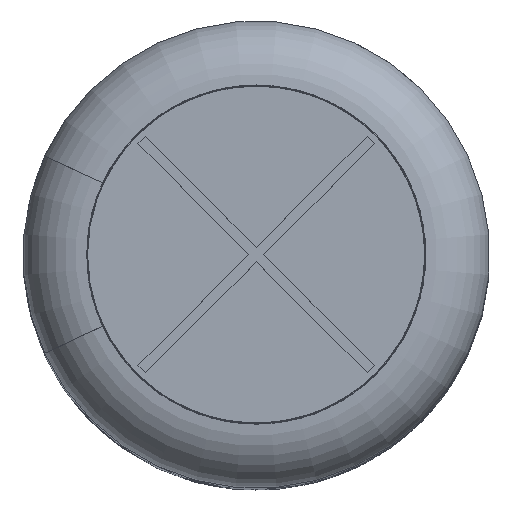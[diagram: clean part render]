
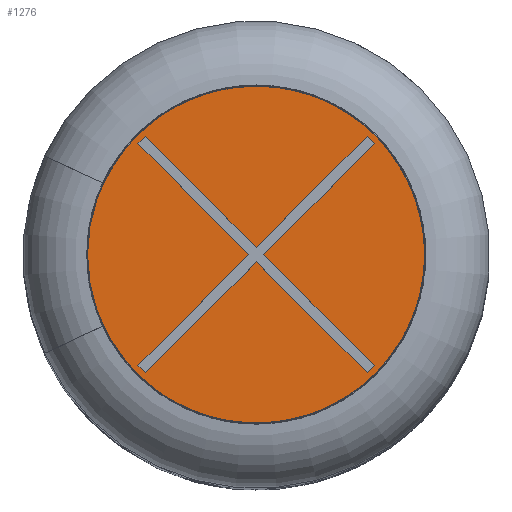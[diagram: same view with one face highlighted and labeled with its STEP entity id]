
A CAD part, top view. The second image highlights one B-rep face of the part: STEP entity #1276.
In plain terms, the highlighted planar face has unit normal (0, 0, 1).
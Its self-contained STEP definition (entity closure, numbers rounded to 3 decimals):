
#1276 = ADVANCED_FACE( '', ( #2755, #2756 ), #2757, .T. );
#2755 = FACE_OUTER_BOUND( '', #8933, .T. );
#2756 = FACE_BOUND( '', #8934, .T. );
#2757 = PLANE( '', #8935 );
#8933 = EDGE_LOOP( '', ( #13337 ) );
#8934 = EDGE_LOOP( '', ( #13338, #13339, #13340, #13341, #13342, #13343, #13344, #13345, #13346, #13347, #13348, #13349 ) );
#8935 = AXIS2_PLACEMENT_3D( '', #13350, #13351, #13352 );
#13337 = ORIENTED_EDGE( '', *, *, #15102, .F. );
#13338 = ORIENTED_EDGE( '', *, *, #15094, .T. );
#13339 = ORIENTED_EDGE( '', *, *, #15416, .T. );
#13340 = ORIENTED_EDGE( '', *, *, #16324, .T. );
#13341 = ORIENTED_EDGE( '', *, *, #16325, .T. );
#13342 = ORIENTED_EDGE( '', *, *, #16326, .T. );
#13343 = ORIENTED_EDGE( '', *, *, #16109, .T. );
#13344 = ORIENTED_EDGE( '', *, *, #15502, .T. );
#13345 = ORIENTED_EDGE( '', *, *, #16327, .T. );
#13346 = ORIENTED_EDGE( '', *, *, #15617, .T. );
#13347 = ORIENTED_EDGE( '', *, *, #15535, .T. );
#13348 = ORIENTED_EDGE( '', *, *, #16328, .T. );
#13349 = ORIENTED_EDGE( '', *, *, #16031, .T. );
#13350 = CARTESIAN_POINT( '', ( -3.632, 0., 29.78 ) );
#13351 = DIRECTION( '', ( 0., 0., 1. ) );
#13352 = DIRECTION( '', ( 1., 0., 0. ) );
#15094 = EDGE_CURVE( '', #17023, #17024, #17025, .T. );
#15102 = EDGE_CURVE( '', #17037, #17037, #17038, .T. );
#15416 = EDGE_CURVE( '', #17024, #17567, #17568, .T. );
#15502 = EDGE_CURVE( '', #17707, #17708, #17709, .T. );
#15535 = EDGE_CURVE( '', #17764, #17765, #17766, .T. );
#15617 = EDGE_CURVE( '', #17894, #17764, #17895, .T. );
#16031 = EDGE_CURVE( '', #18516, #17023, #18517, .T. );
#16109 = EDGE_CURVE( '', #18625, #17707, #18626, .T. );
#16324 = EDGE_CURVE( '', #17567, #18911, #18912, .T. );
#16325 = EDGE_CURVE( '', #18911, #18913, #18914, .T. );
#16326 = EDGE_CURVE( '', #18913, #18625, #18915, .T. );
#16327 = EDGE_CURVE( '', #17708, #17894, #18916, .T. );
#16328 = EDGE_CURVE( '', #17765, #18516, #18917, .T. );
#17023 = VERTEX_POINT( '', #20174 );
#17024 = VERTEX_POINT( '', #20175 );
#17025 = LINE( '', #20176, #20177 );
#17037 = VERTEX_POINT( '', #20192 );
#17038 = CIRCLE( '', #20193, 3.632 );
#17567 = VERTEX_POINT( '', #21332 );
#17568 = LINE( '', #21333, #21334 );
#17707 = VERTEX_POINT( '', #21733 );
#17708 = VERTEX_POINT( '', #21734 );
#17709 = LINE( '', #21735, #21736 );
#17764 = VERTEX_POINT( '', #21874 );
#17765 = VERTEX_POINT( '', #21875 );
#17766 = LINE( '', #21876, #21877 );
#17894 = VERTEX_POINT( '', #22236 );
#17895 = LINE( '', #22237, #22238 );
#18516 = VERTEX_POINT( '', #23697 );
#18517 = LINE( '', #23698, #23699 );
#18625 = VERTEX_POINT( '', #23878 );
#18626 = LINE( '', #23879, #23880 );
#18911 = VERTEX_POINT( '', #24562 );
#18912 = LINE( '', #24563, #24564 );
#18913 = VERTEX_POINT( '', #24565 );
#18914 = LINE( '', #24566, #24567 );
#18915 = LINE( '', #24568, #24569 );
#18916 = LINE( '', #24570, #24571 );
#18917 = LINE( '', #24572, #24573 );
#20174 = CARTESIAN_POINT( '', ( -2.533, 2.375, 29.78 ) );
#20175 = CARTESIAN_POINT( '', ( -2.375, 2.533, 29.78 ) );
#20176 = CARTESIAN_POINT( '', ( -2.375, 2.533, 29.78 ) );
#20177 = VECTOR( '', #25550, 1000. );
#20192 = CARTESIAN_POINT( '', ( -3.632, 0., 29.78 ) );
#20193 = AXIS2_PLACEMENT_3D( '', #25560, #25561, #25562 );
#21332 = CARTESIAN_POINT( '', ( 0., 0.157, 29.78 ) );
#21333 = CARTESIAN_POINT( '', ( 0., 0.157, 29.78 ) );
#21334 = VECTOR( '', #25909, 1000. );
#21733 = CARTESIAN_POINT( '', ( 2.533, -2.375, 29.78 ) );
#21734 = CARTESIAN_POINT( '', ( 2.375, -2.533, 29.78 ) );
#21735 = CARTESIAN_POINT( '', ( 2.533, -2.375, 29.78 ) );
#21736 = VECTOR( '', #25984, 1000. );
#21874 = CARTESIAN_POINT( '', ( -2.375, -2.533, 29.78 ) );
#21875 = CARTESIAN_POINT( '', ( -2.533, -2.375, 29.78 ) );
#21876 = CARTESIAN_POINT( '', ( -2.375, -2.533, 29.78 ) );
#21877 = VECTOR( '', #26023, 1000. );
#22236 = CARTESIAN_POINT( '', ( 0., -0.157, 29.78 ) );
#22237 = CARTESIAN_POINT( '', ( 0., -0.157, 29.78 ) );
#22238 = VECTOR( '', #26081, 1000. );
#23697 = CARTESIAN_POINT( '', ( -0.157, 0., 29.78 ) );
#23698 = CARTESIAN_POINT( '', ( -0.157, 0., 29.78 ) );
#23699 = VECTOR( '', #26430, 1000. );
#23878 = CARTESIAN_POINT( '', ( 0.157, 0., 29.78 ) );
#23879 = CARTESIAN_POINT( '', ( 0.157, 0., 29.78 ) );
#23880 = VECTOR( '', #26516, 1000. );
#24562 = CARTESIAN_POINT( '', ( 2.375, 2.533, 29.78 ) );
#24563 = CARTESIAN_POINT( '', ( 0., 0.157, 29.78 ) );
#24564 = VECTOR( '', #26688, 1000. );
#24565 = CARTESIAN_POINT( '', ( 2.533, 2.375, 29.78 ) );
#24566 = CARTESIAN_POINT( '', ( 2.533, 2.375, 29.78 ) );
#24567 = VECTOR( '', #26689, 1000. );
#24568 = CARTESIAN_POINT( '', ( 0.157, 0., 29.78 ) );
#24569 = VECTOR( '', #26690, 1000. );
#24570 = CARTESIAN_POINT( '', ( 0., -0.157, 29.78 ) );
#24571 = VECTOR( '', #26691, 1000. );
#24572 = CARTESIAN_POINT( '', ( -0.157, 0., 29.78 ) );
#24573 = VECTOR( '', #26692, 1000. );
#25550 = DIRECTION( '', ( 0.707, 0.707, 0. ) );
#25560 = CARTESIAN_POINT( '', ( 0., 0., 29.78 ) );
#25561 = DIRECTION( '', ( 0., 0., -1. ) );
#25562 = DIRECTION( '', ( -1., 0., 0. ) );
#25909 = DIRECTION( '', ( 0.707, -0.707, 0. ) );
#25984 = DIRECTION( '', ( -0.707, -0.707, 0. ) );
#26023 = DIRECTION( '', ( -0.707, 0.707, 0. ) );
#26081 = DIRECTION( '', ( -0.707, -0.707, 0. ) );
#26430 = DIRECTION( '', ( -0.707, 0.707, 0. ) );
#26516 = DIRECTION( '', ( 0.707, -0.707, 0. ) );
#26688 = DIRECTION( '', ( 0.707, 0.707, 0. ) );
#26689 = DIRECTION( '', ( 0.707, -0.707, 0. ) );
#26690 = DIRECTION( '', ( -0.707, -0.707, 0. ) );
#26691 = DIRECTION( '', ( -0.707, 0.707, 0. ) );
#26692 = DIRECTION( '', ( 0.707, 0.707, 0. ) );
